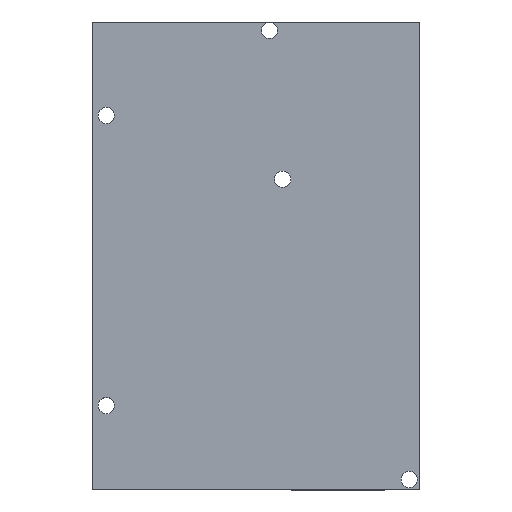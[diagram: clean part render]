
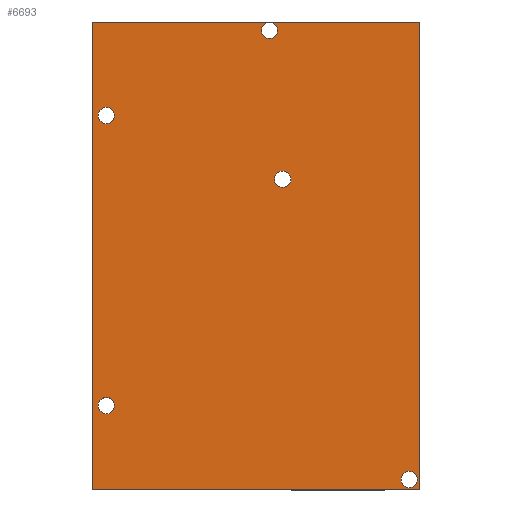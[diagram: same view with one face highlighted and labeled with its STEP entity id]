
A CAD part, top view. The second image highlights one B-rep face of the part: STEP entity #6693.
In plain terms, the highlighted planar face has unit normal (0, 0, 1).
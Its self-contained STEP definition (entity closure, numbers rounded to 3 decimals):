
#45 = ORIENTED_EDGE ( 'NONE', *, *, #6560, .F. ) ;
#76 = EDGE_LOOP ( 'NONE', ( #11224, #6930 ) ) ;
#148 = VERTEX_POINT ( 'NONE', #9720 ) ;
#311 = EDGE_CURVE ( 'NONE', #596, #1037, #7713, .T. ) ;
#407 = FACE_OUTER_BOUND ( 'NONE', #10522, .T. ) ;
#457 = CIRCLE ( 'NONE', #10755, 1.75 ) ;
#475 = DIRECTION ( 'NONE',  ( -1., 0., 0. ) ) ;
#476 = CARTESIAN_POINT ( 'NONE',  ( 51.2, -161.8, -38.3 ) ) ;
#596 = VERTEX_POINT ( 'NONE', #3439 ) ;
#698 = DIRECTION ( 'NONE',  ( 0., 0., -1. ) ) ;
#920 = CIRCLE ( 'NONE', #8666, 1.75 ) ;
#949 = AXIS2_PLACEMENT_3D ( 'NONE', #4945, #11145, #5844 ) ;
#996 = CIRCLE ( 'NONE', #2801, 1.75 ) ;
#1037 = VERTEX_POINT ( 'NONE', #2596 ) ;
#1099 = VERTEX_POINT ( 'NONE', #7112 ) ;
#1143 = CARTESIAN_POINT ( 'NONE',  ( 51.2, -61.8, -38.3 ) ) ;
#1294 = CARTESIAN_POINT ( 'NONE',  ( -18.8, -61.8, -38.3 ) ) ;
#1529 = EDGE_CURVE ( 'NONE', #11029, #1099, #4920, .T. ) ;
#1742 = CARTESIAN_POINT ( 'NONE',  ( 51.2, -161.8, -38.3 ) ) ;
#1935 = DIRECTION ( 'NONE',  ( 0., 0., -1. ) ) ;
#2013 = ORIENTED_EDGE ( 'NONE', *, *, #10021, .T. ) ;
#2224 = FACE_BOUND ( 'NONE', #10978, .T. ) ;
#2439 = AXIS2_PLACEMENT_3D ( 'NONE', #3937, #10128, #4821 ) ;
#2484 = ORIENTED_EDGE ( 'NONE', *, *, #1529, .T. ) ;
#2596 = CARTESIAN_POINT ( 'NONE',  ( 17.35, -63.6, -38.3 ) ) ;
#2715 = EDGE_CURVE ( 'NONE', #1099, #11029, #457, .T. ) ;
#2784 = ORIENTED_EDGE ( 'NONE', *, *, #311, .T. ) ;
#2801 = AXIS2_PLACEMENT_3D ( 'NONE', #7231, #1935, #8103 ) ;
#2868 = ORIENTED_EDGE ( 'NONE', *, *, #8111, .F. ) ;
#3120 = CARTESIAN_POINT ( 'NONE',  ( -18.8, -161.8, -38.3 ) ) ;
#3230 = DIRECTION ( 'NONE',  ( 0., 0., -1. ) ) ;
#3341 = ORIENTED_EDGE ( 'NONE', *, *, #8931, .F. ) ;
#3439 = CARTESIAN_POINT ( 'NONE',  ( 20.85, -63.6, -38.3 ) ) ;
#3453 = PLANE ( 'NONE',  #5166 ) ;
#3609 = CARTESIAN_POINT ( 'NONE',  ( -15.8, -143.8, -38.3 ) ) ;
#3611 = LINE ( 'NONE', #4141, #8031 ) ;
#3708 = VERTEX_POINT ( 'NONE', #10420 ) ;
#3726 = DIRECTION ( 'NONE',  ( 0., 0., -1. ) ) ;
#3799 = VERTEX_POINT ( 'NONE', #7006 ) ;
#3937 = CARTESIAN_POINT ( 'NONE',  ( 19.1, -63.6, -38.3 ) ) ;
#4008 = VERTEX_POINT ( 'NONE', #3120 ) ;
#4122 = DIRECTION ( 'NONE',  ( 0., 0., -1. ) ) ;
#4141 = CARTESIAN_POINT ( 'NONE',  ( -18.8, -61.8, -38.3 ) ) ;
#4192 = ORIENTED_EDGE ( 'NONE', *, *, #8630, .T. ) ;
#4328 = DIRECTION ( 'NONE',  ( -1., 0., 0. ) ) ;
#4359 = CIRCLE ( 'NONE', #9629, 1.75 ) ;
#4474 = EDGE_CURVE ( 'NONE', #148, #9095, #996, .T. ) ;
#4483 = DIRECTION ( 'NONE',  ( -1., 0., 0. ) ) ;
#4574 = CIRCLE ( 'NONE', #10340, 1.75 ) ;
#4821 = DIRECTION ( 'NONE',  ( 1., 0., 0. ) ) ;
#4920 = CIRCLE ( 'NONE', #6885, 1.75 ) ;
#4945 = CARTESIAN_POINT ( 'NONE',  ( -15.8, -81.8, -38.3 ) ) ;
#4951 = DIRECTION ( 'NONE',  ( 0., 0., -1. ) ) ;
#5092 = EDGE_LOOP ( 'NONE', ( #6478, #2484 ) ) ;
#5166 = AXIS2_PLACEMENT_3D ( 'NONE', #11389, #9623, #4328 ) ;
#5336 = VERTEX_POINT ( 'NONE', #476 ) ;
#5434 = LINE ( 'NONE', #1143, #7785 ) ;
#5656 = EDGE_CURVE ( 'NONE', #9095, #148, #7097, .T. ) ;
#5793 = DIRECTION ( 'NONE',  ( 0., 0., -1. ) ) ;
#5844 = DIRECTION ( 'NONE',  ( -1., 0., 0. ) ) ;
#6002 = CARTESIAN_POINT ( 'NONE',  ( 19.1, -63.6, -38.3 ) ) ;
#6037 = ORIENTED_EDGE ( 'NONE', *, *, #10936, .F. ) ;
#6092 = EDGE_LOOP ( 'NONE', ( #7113, #7774 ) ) ;
#6236 = ORIENTED_EDGE ( 'NONE', *, *, #9820, .T. ) ;
#6276 = EDGE_CURVE ( 'NONE', #9125, #6983, #4574, .T. ) ;
#6478 = ORIENTED_EDGE ( 'NONE', *, *, #2715, .T. ) ;
#6491 = LINE ( 'NONE', #1742, #8016 ) ;
#6560 = EDGE_CURVE ( 'NONE', #11041, #9668, #3611, .T. ) ;
#6581 = AXIS2_PLACEMENT_3D ( 'NONE', #9415, #4122, #10311 ) ;
#6615 = CIRCLE ( 'NONE', #949, 1.75 ) ;
#6645 = AXIS2_PLACEMENT_3D ( 'NONE', #3609, #9783, #4483 ) ;
#6651 = FACE_BOUND ( 'NONE', #6707, .T. ) ;
#6693 = ADVANCED_FACE ( 'NONE', ( #407, #2224, #6933, #9001, #11367, #6651 ), #3453, .T. ) ;
#6707 = EDGE_LOOP ( 'NONE', ( #2784, #2013 ) ) ;
#6814 = DIRECTION ( 'NONE',  ( 1., 0., 0. ) ) ;
#6885 = AXIS2_PLACEMENT_3D ( 'NONE', #9021, #3726, #9899 ) ;
#6890 = DIRECTION ( 'NONE',  ( -1., 0., 0. ) ) ;
#6930 = ORIENTED_EDGE ( 'NONE', *, *, #6276, .T. ) ;
#6933 = FACE_BOUND ( 'NONE', #76, .T. ) ;
#6983 = VERTEX_POINT ( 'NONE', #10393 ) ;
#7006 = CARTESIAN_POINT ( 'NONE',  ( 47.2, -159.55, -38.3 ) ) ;
#7018 = DIRECTION ( 'NONE',  ( -1., 0., 0. ) ) ;
#7097 = CIRCLE ( 'NONE', #6645, 1.75 ) ;
#7112 = CARTESIAN_POINT ( 'NONE',  ( 23.65, -95.4, -38.3 ) ) ;
#7113 = ORIENTED_EDGE ( 'NONE', *, *, #5656, .T. ) ;
#7231 = CARTESIAN_POINT ( 'NONE',  ( -15.8, -143.8, -38.3 ) ) ;
#7426 = CARTESIAN_POINT ( 'NONE',  ( -17.55, -143.8, -38.3 ) ) ;
#7430 = EDGE_CURVE ( 'NONE', #6983, #9125, #6615, .T. ) ;
#7474 = CARTESIAN_POINT ( 'NONE',  ( -14.05, -81.8, -38.3 ) ) ;
#7713 = CIRCLE ( 'NONE', #2439, 1.75 ) ;
#7774 = ORIENTED_EDGE ( 'NONE', *, *, #4474, .T. ) ;
#7785 = VECTOR ( 'NONE', #9099, 1000. ) ;
#8016 = VECTOR ( 'NONE', #7018, 1000. ) ;
#8031 = VECTOR ( 'NONE', #6814, 1000. ) ;
#8096 = DIRECTION ( 'NONE',  ( 0., 1., 0. ) ) ;
#8103 = DIRECTION ( 'NONE',  ( 1., 0., 0. ) ) ;
#8111 = EDGE_CURVE ( 'NONE', #5336, #4008, #6491, .T. ) ;
#8229 = CARTESIAN_POINT ( 'NONE',  ( 51.2, -61.8, -38.3 ) ) ;
#8326 = CARTESIAN_POINT ( 'NONE',  ( 20.15, -95.4, -38.3 ) ) ;
#8508 = CARTESIAN_POINT ( 'NONE',  ( -15.8, -81.8, -38.3 ) ) ;
#8630 = EDGE_CURVE ( 'NONE', #3708, #3799, #9517, .T. ) ;
#8666 = AXIS2_PLACEMENT_3D ( 'NONE', #11100, #5793, #475 ) ;
#8931 = EDGE_CURVE ( 'NONE', #4008, #11041, #10627, .T. ) ;
#9001 = FACE_BOUND ( 'NONE', #6092, .T. ) ;
#9021 = CARTESIAN_POINT ( 'NONE',  ( 21.9, -95.4, -38.3 ) ) ;
#9095 = VERTEX_POINT ( 'NONE', #7426 ) ;
#9099 = DIRECTION ( 'NONE',  ( 0., -1., 0. ) ) ;
#9125 = VERTEX_POINT ( 'NONE', #7474 ) ;
#9398 = DIRECTION ( 'NONE',  ( 1., 0., 0. ) ) ;
#9415 = CARTESIAN_POINT ( 'NONE',  ( 48.95, -159.55, -38.3 ) ) ;
#9517 = CIRCLE ( 'NONE', #6581, 1.75 ) ;
#9623 = DIRECTION ( 'NONE',  ( 0., 0., 1. ) ) ;
#9629 = AXIS2_PLACEMENT_3D ( 'NONE', #6002, #698, #6890 ) ;
#9668 = VERTEX_POINT ( 'NONE', #8229 ) ;
#9720 = CARTESIAN_POINT ( 'NONE',  ( -14.05, -143.8, -38.3 ) ) ;
#9783 = DIRECTION ( 'NONE',  ( 0., 0., -1. ) ) ;
#9820 = EDGE_CURVE ( 'NONE', #3799, #3708, #920, .T. ) ;
#9899 = DIRECTION ( 'NONE',  ( -1., 0., 0. ) ) ;
#10021 = EDGE_CURVE ( 'NONE', #1037, #596, #4359, .T. ) ;
#10128 = DIRECTION ( 'NONE',  ( 0., 0., -1. ) ) ;
#10262 = CARTESIAN_POINT ( 'NONE',  ( 21.9, -95.4, -38.3 ) ) ;
#10311 = DIRECTION ( 'NONE',  ( 1., 0., 0. ) ) ;
#10339 = VECTOR ( 'NONE', #8096, 1000. ) ;
#10340 = AXIS2_PLACEMENT_3D ( 'NONE', #8508, #3230, #9398 ) ;
#10393 = CARTESIAN_POINT ( 'NONE',  ( -17.55, -81.8, -38.3 ) ) ;
#10420 = CARTESIAN_POINT ( 'NONE',  ( 50.7, -159.55, -38.3 ) ) ;
#10522 = EDGE_LOOP ( 'NONE', ( #45, #3341, #2868, #6037 ) ) ;
#10627 = LINE ( 'NONE', #10743, #10339 ) ;
#10743 = CARTESIAN_POINT ( 'NONE',  ( -18.8, -161.8, -38.3 ) ) ;
#10755 = AXIS2_PLACEMENT_3D ( 'NONE', #10262, #4951, #11153 ) ;
#10936 = EDGE_CURVE ( 'NONE', #9668, #5336, #5434, .T. ) ;
#10978 = EDGE_LOOP ( 'NONE', ( #6236, #4192 ) ) ;
#11029 = VERTEX_POINT ( 'NONE', #8326 ) ;
#11041 = VERTEX_POINT ( 'NONE', #1294 ) ;
#11100 = CARTESIAN_POINT ( 'NONE',  ( 48.95, -159.55, -38.3 ) ) ;
#11145 = DIRECTION ( 'NONE',  ( 0., 0., -1. ) ) ;
#11153 = DIRECTION ( 'NONE',  ( 1., 0., 0. ) ) ;
#11224 = ORIENTED_EDGE ( 'NONE', *, *, #7430, .T. ) ;
#11367 = FACE_BOUND ( 'NONE', #5092, .T. ) ;
#11389 = CARTESIAN_POINT ( 'NONE',  ( 16.2, -111.8, -38.3 ) ) ;
